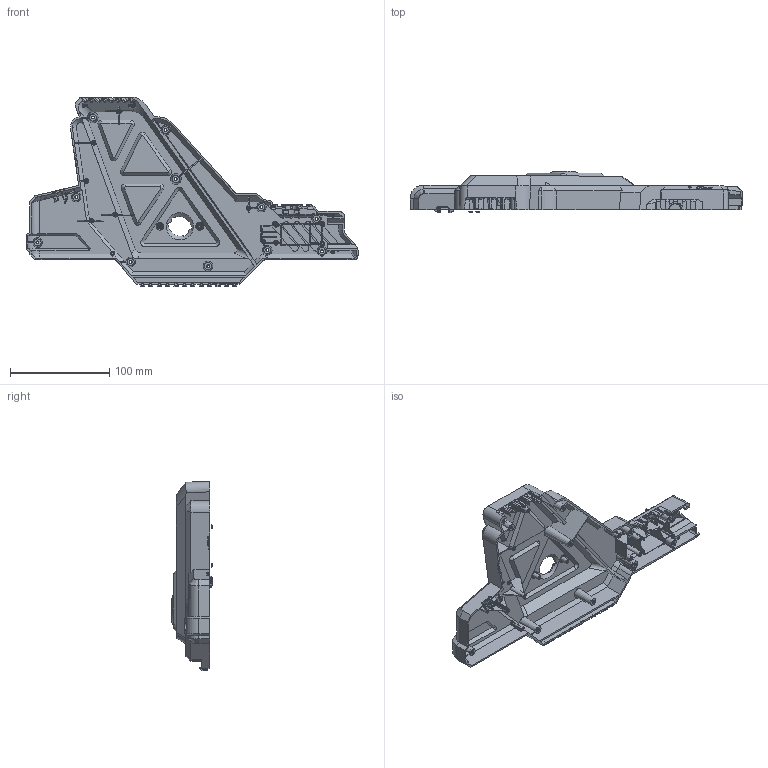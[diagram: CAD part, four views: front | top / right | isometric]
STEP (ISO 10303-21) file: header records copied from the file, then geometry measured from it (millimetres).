
FILE_DESCRIPTION(/* description */ (''),/* implementation_level */ '2;1');
FILE_NAME(/* name */ 'body L.step',/* time_stamp */ '2023-08-14T15:35:53+02:00',/* author */ (''),/* organization */ (''),/* preprocessor_version */ 'ST-DEVELOPER v20',/* originating_system */ 'Autodesk Translation Framework v12.9.0.99',/* authorisation */ '');
FILE_SCHEMA (('AUTOMOTIVE_DESIGN { 1 0 10303 214 3 1 1 }'));
Length unit declared in the file: millimetre
Products named in the file (1): MAIN SHELL L Back (1) (1)
Bounding box: 334.06 x 41.82 x 190.84 mm (x, y, z)
Volume: 129969.6 mm3; surface area: 153877.5 mm2
Topology: 1 solids, 1 shells, 1374 faces, 3831 edges, 2493 vertices
Faces by surface type: plane 1048, cylinder 146, cone 129, bspline 43, torus 5, sphere 3
Full cylindrical faces by diameter (mm): 1.638 x1, 2 x7
Entity records: 48078 total; most frequent: CARTESIAN_POINT 13036, ORIENTED_EDGE 7642, DIRECTION 6820, EDGE_CURVE 3821, LINE 2872, VECTOR 2872, VERTEX_POINT 2493, AXIS2_PLACEMENT_3D 1974
